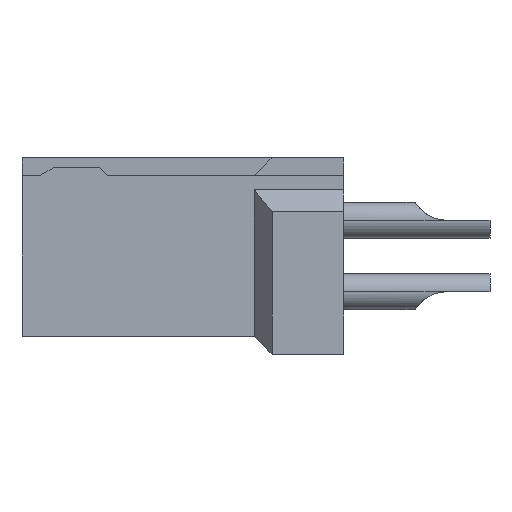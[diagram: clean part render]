
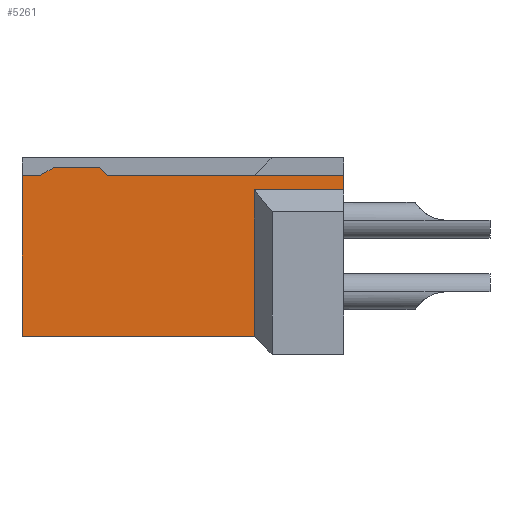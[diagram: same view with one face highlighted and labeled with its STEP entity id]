
A CAD part, left-side view. The second image highlights one B-rep face of the part: STEP entity #5261.
In plain terms, the highlighted planar face has unit normal (-1, 0, 0).
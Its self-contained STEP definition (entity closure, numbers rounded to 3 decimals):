
#21=DIRECTION('',(0.,0.,1.));
#22=VECTOR('',#21,0.4);
#23=CARTESIAN_POINT('',(-8.4,0.,1.85));
#24=LINE('',#23,#22);
#549=DIRECTION('',(0.,0.,-1.));
#550=VECTOR('',#549,4.5);
#551=CARTESIAN_POINT('',(-8.4,9.,2.25));
#552=LINE('',#551,#550);
#817=DIRECTION('',(0.,-1.,0.));
#818=VECTOR('',#817,6.5);
#819=CARTESIAN_POINT('',(-8.4,9.,-2.25));
#820=LINE('',#819,#818);
#1073=DIRECTION('',(0.,0.866,-0.5));
#1074=VECTOR('',#1073,0.46);
#1075=CARTESIAN_POINT('',(-8.4,8.102,2.48));
#1076=LINE('',#1075,#1074);
#1077=DIRECTION('',(0.,-1.,0.));
#1078=VECTOR('',#1077,1.272);
#1079=CARTESIAN_POINT('',(-8.4,8.102,2.48));
#1080=LINE('',#1079,#1078);
#1081=DIRECTION('',(0.,0.707,0.707));
#1082=VECTOR('',#1081,0.325);
#1083=CARTESIAN_POINT('',(-8.4,6.6,2.25));
#1084=LINE('',#1083,#1082);
#1085=DIRECTION('',(0.,-1.,0.));
#1086=VECTOR('',#1085,6.6);
#1087=CARTESIAN_POINT('',(-8.4,6.6,2.25));
#1088=LINE('',#1087,#1086);
#1089=DIRECTION('',(0.,1.,0.));
#1090=VECTOR('',#1089,2.5);
#1091=CARTESIAN_POINT('',(-8.4,0.,1.85));
#1092=LINE('',#1091,#1090);
#1093=DIRECTION('',(0.,0.,-1.));
#1094=VECTOR('',#1093,4.1);
#1095=CARTESIAN_POINT('',(-8.4,2.5,1.85));
#1096=LINE('',#1095,#1094);
#1097=DIRECTION('',(0.,-1.,0.));
#1098=VECTOR('',#1097,0.5);
#1099=CARTESIAN_POINT('',(-8.4,9.,2.25));
#1100=LINE('',#1099,#1098);
#3293=CARTESIAN_POINT('',(-8.4,9.,2.25));
#3294=CARTESIAN_POINT('',(-8.4,9.,-2.25));
#3295=VERTEX_POINT('',#3293);
#3296=VERTEX_POINT('',#3294);
#3303=CARTESIAN_POINT('',(-8.4,0.,2.25));
#3305=VERTEX_POINT('',#3303);
#3321=CARTESIAN_POINT('',(-8.4,2.5,-2.25));
#3323=VERTEX_POINT('',#3321);
#3352=CARTESIAN_POINT('',(-8.4,2.5,1.85));
#3354=VERTEX_POINT('',#3352);
#3355=CARTESIAN_POINT('',(-8.4,0.,1.85));
#3356=VERTEX_POINT('',#3355);
#3383=CARTESIAN_POINT('',(-8.4,8.102,2.48));
#3384=CARTESIAN_POINT('',(-8.4,8.5,2.25));
#3385=VERTEX_POINT('',#3383);
#3386=VERTEX_POINT('',#3384);
#3399=CARTESIAN_POINT('',(-8.4,6.6,2.25));
#3400=CARTESIAN_POINT('',(-8.4,6.83,2.48));
#3401=VERTEX_POINT('',#3399);
#3402=VERTEX_POINT('',#3400);
#5241=CARTESIAN_POINT('',(-8.4,9.,2.25));
#5242=DIRECTION('',(1.,0.,0.));
#5243=DIRECTION('',(0.,0.,-1.));
#5244=AXIS2_PLACEMENT_3D('',#5241,#5242,#5243);
#5245=PLANE('',#5244);
#5247=ORIENTED_EDGE('',*,*,#5246,.F.);
#5249=ORIENTED_EDGE('',*,*,#5248,.T.);
#5251=ORIENTED_EDGE('',*,*,#5250,.F.);
#5252=ORIENTED_EDGE('',*,*,#4478,.T.);
#5253=ORIENTED_EDGE('',*,*,#4042,.F.);
#5254=ORIENTED_EDGE('',*,*,#5233,.T.);
#5255=ORIENTED_EDGE('',*,*,#5222,.T.);
#5256=ORIENTED_EDGE('',*,*,#4734,.F.);
#5257=ORIENTED_EDGE('',*,*,#4560,.F.);
#5258=ORIENTED_EDGE('',*,*,#4467,.T.);
#5259=EDGE_LOOP('',(#5247,#5249,#5251,#5252,#5253,#5254,#5255,#5256,#5257,
#5258));
#5260=FACE_OUTER_BOUND('',#5259,.F.);
#4042=EDGE_CURVE('',#3356,#3305,#24,.T.);
#4467=EDGE_CURVE('',#3295,#3386,#1100,.T.);
#4478=EDGE_CURVE('',#3401,#3305,#1088,.T.);
#4560=EDGE_CURVE('',#3295,#3296,#552,.T.);
#4734=EDGE_CURVE('',#3296,#3323,#820,.T.);
#5222=EDGE_CURVE('',#3354,#3323,#1096,.T.);
#5233=EDGE_CURVE('',#3356,#3354,#1092,.T.);
#5246=EDGE_CURVE('',#3385,#3386,#1076,.T.);
#5248=EDGE_CURVE('',#3385,#3402,#1080,.T.);
#5250=EDGE_CURVE('',#3401,#3402,#1084,.T.);
#5261=ADVANCED_FACE('',(#5260),#5245,.F.);
